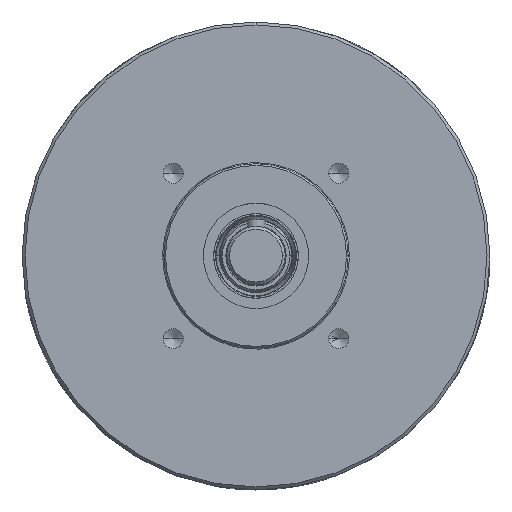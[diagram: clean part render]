
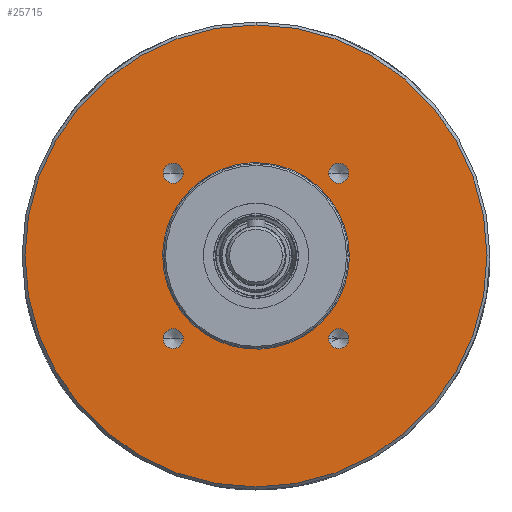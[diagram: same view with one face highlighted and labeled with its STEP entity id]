
A CAD part, top view. The second image highlights one B-rep face of the part: STEP entity #25715.
In plain terms, the highlighted planar face has unit normal (0, 0, 1).
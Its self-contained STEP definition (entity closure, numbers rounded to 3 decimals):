
#279 = DIRECTION ( 'NONE',  ( 1., 0., 0. ) ) ;
#573 = ORIENTED_EDGE ( 'NONE', *, *, #38836, .F. ) ;
#1222 = DIRECTION ( 'NONE',  ( 1., 0., 0. ) ) ;
#1295 = DIRECTION ( 'NONE',  ( -1., 0., 0. ) ) ;
#2606 = EDGE_CURVE ( 'NONE', #17681, #31236, #32394, .T. ) ;
#3197 = CARTESIAN_POINT ( 'NONE',  ( 31.684, -28.284, -5. ) ) ;
#4053 = CARTESIAN_POINT ( 'NONE',  ( -24.884, 28.284, -5. ) ) ;
#5039 = FACE_BOUND ( 'NONE', #7798, .T. ) ;
#5297 = FACE_OUTER_BOUND ( 'NONE', #14610, .T. ) ;
#5492 = CARTESIAN_POINT ( 'NONE',  ( 28.284, 28.284, -5. ) ) ;
#5731 = EDGE_CURVE ( 'NONE', #31236, #17681, #24713, .T. ) ;
#5869 = AXIS2_PLACEMENT_3D ( 'NONE', #20376, #12609, #279 ) ;
#7048 = CIRCLE ( 'NONE', #16449, 3.4 ) ;
#7251 = VERTEX_POINT ( 'NONE', #30810 ) ;
#7798 = EDGE_LOOP ( 'NONE', ( #39250, #573 ) ) ;
#8133 = EDGE_CURVE ( 'NONE', #48164, #31816, #33691, .T. ) ;
#8426 = ORIENTED_EDGE ( 'NONE', *, *, #5731, .F. ) ;
#8678 = CARTESIAN_POINT ( 'NONE',  ( -31.9, 0., -5. ) ) ;
#8962 = AXIS2_PLACEMENT_3D ( 'NONE', #50398, #38355, #30054 ) ;
#9461 = CARTESIAN_POINT ( 'NONE',  ( -31.9, 63.8, -5. ) ) ;
#10429 = EDGE_CURVE ( 'NONE', #17999, #31226, #25190, .T. ) ;
#11534 = CARTESIAN_POINT ( 'NONE',  ( 28.284, 28.284, -5. ) ) ;
#11850 = CARTESIAN_POINT ( 'NONE',  ( -31.9, 0., -5. ) ) ;
#12189 = ORIENTED_EDGE ( 'NONE', *, *, #8133, .F. ) ;
#12258 = EDGE_LOOP ( 'NONE', ( #13061, #21926 ) ) ;
#12327 = AXIS2_PLACEMENT_3D ( 'NONE', #20311, #49185, #28596 ) ;
#12609 = DIRECTION ( 'NONE',  ( 0., 0., 1. ) ) ;
#12878 = DIRECTION ( 'NONE',  ( 0., 0., 1. ) ) ;
#12965 = CARTESIAN_POINT ( 'NONE',  ( 31.9, 63.8, -5. ) ) ;
#13061 = ORIENTED_EDGE ( 'NONE', *, *, #25126, .F. ) ;
#13072 = EDGE_LOOP ( 'NONE', ( #37420, #31901 ) ) ;
#13088 = FACE_BOUND ( 'NONE', #12258, .T. ) ;
#13218 = AXIS2_PLACEMENT_3D ( 'NONE', #11534, #24367, #36666 ) ;
#13352 = EDGE_CURVE ( 'NONE', #31226, #17999, #7048, .T. ) ;
#13597 = ORIENTED_EDGE ( 'NONE', *, *, #34328, .F. ) ;
#13697 = VERTEX_POINT ( 'NONE', #3197 ) ;
#14610 = EDGE_LOOP ( 'NONE', ( #12189, #13597 ) ) ;
#14896 =( BOUNDED_CURVE ( )  B_SPLINE_CURVE ( 3, ( #37842, #12965, #9461, #8678 ),
 .UNSPECIFIED., .F., .T. ) 
 B_SPLINE_CURVE_WITH_KNOTS ( ( 4, 4 ),
 ( 0., 1. ),
 .UNSPECIFIED. ) 
 CURVE ( )  GEOMETRIC_REPRESENTATION_ITEM ( )  RATIONAL_B_SPLINE_CURVE ( ( 1., 0.333, 0.333, 1. ) ) 
 REPRESENTATION_ITEM ( '' )  );
#15641 = CIRCLE ( 'NONE', #52397, 3.4 ) ;
#16133 = CARTESIAN_POINT ( 'NONE',  ( 31.9, 0., -5. ) ) ;
#16449 = AXIS2_PLACEMENT_3D ( 'NONE', #32749, #29256, #49854 ) ;
#17104 = AXIS2_PLACEMENT_3D ( 'NONE', #42298, #12878, #37230 ) ;
#17681 = VERTEX_POINT ( 'NONE', #35392 ) ;
#17999 = VERTEX_POINT ( 'NONE', #4053 ) ;
#18920 = ORIENTED_EDGE ( 'NONE', *, *, #47951, .F. ) ;
#19969 = EDGE_CURVE ( 'NONE', #7251, #45067, #14896, .T. ) ;
#20174 = CARTESIAN_POINT ( 'NONE',  ( 24.884, 28.284, -5. ) ) ;
#20311 = CARTESIAN_POINT ( 'NONE',  ( 0., 0., -5. ) ) ;
#20376 = CARTESIAN_POINT ( 'NONE',  ( -28.284, -28.284, -5. ) ) ;
#21130 = FACE_BOUND ( 'NONE', #36954, .T. ) ;
#21218 = CARTESIAN_POINT ( 'NONE',  ( 0., 79., -5. ) ) ;
#21926 = ORIENTED_EDGE ( 'NONE', *, *, #50558, .F. ) ;
#22110 = DIRECTION ( 'NONE',  ( 0., 0., 1. ) ) ;
#22380 = AXIS2_PLACEMENT_3D ( 'NONE', #5492, #22110, #30121 ) ;
#23561 = CARTESIAN_POINT ( 'NONE',  ( -28.284, -28.284, -5. ) ) ;
#24367 = DIRECTION ( 'NONE',  ( 0., 0., 1. ) ) ;
#24713 = CIRCLE ( 'NONE', #52941, 3.4 ) ;
#25124 = CARTESIAN_POINT ( 'NONE',  ( 0., 31.9, -5. ) ) ;
#25126 = EDGE_CURVE ( 'NONE', #13697, #45650, #43558, .T. ) ;
#25190 = CIRCLE ( 'NONE', #8962, 3.4 ) ;
#25394 = CARTESIAN_POINT ( 'NONE',  ( 0., 0., -5. ) ) ;
#25715 = ADVANCED_FACE ( 'NONE', ( #5297, #21130, #49471, #13088, #5039, #45465 ), #37957, .F. ) ;
#26166 = ORIENTED_EDGE ( 'NONE', *, *, #19969, .F. ) ;
#28178 = CARTESIAN_POINT ( 'NONE',  ( -31.9, -63.8, -5. ) ) ;
#28596 = DIRECTION ( 'NONE',  ( 0., 1., 0. ) ) ;
#29256 = DIRECTION ( 'NONE',  ( 0., 0., 1. ) ) ;
#30054 = DIRECTION ( 'NONE',  ( 1., 0., 0. ) ) ;
#30121 = DIRECTION ( 'NONE',  ( 1., 0., 0. ) ) ;
#30810 = CARTESIAN_POINT ( 'NONE',  ( 31.9, 0., -5. ) ) ;
#31050 = DIRECTION ( 'NONE',  ( 0., 0., 1. ) ) ;
#31211 = CARTESIAN_POINT ( 'NONE',  ( -31.684, -28.284, -5. ) ) ;
#31226 = VERTEX_POINT ( 'NONE', #47795 ) ;
#31236 = VERTEX_POINT ( 'NONE', #31211 ) ;
#31398 = CARTESIAN_POINT ( 'NONE',  ( 24.884, -28.284, -5. ) ) ;
#31816 = VERTEX_POINT ( 'NONE', #41399 ) ;
#31901 = ORIENTED_EDGE ( 'NONE', *, *, #13352, .F. ) ;
#32394 = CIRCLE ( 'NONE', #5869, 3.4 ) ;
#32749 = CARTESIAN_POINT ( 'NONE',  ( -28.284, 28.284, -5. ) ) ;
#33691 = CIRCLE ( 'NONE', #12327, 79. ) ;
#34328 = EDGE_CURVE ( 'NONE', #31816, #48164, #41168, .T. ) ;
#34398 = DIRECTION ( 'NONE',  ( 0., 0., 1. ) ) ;
#34783 = EDGE_CURVE ( 'NONE', #35616, #40417, #47158, .T. ) ;
#35392 = CARTESIAN_POINT ( 'NONE',  ( -24.884, -28.284, -5. ) ) ;
#35616 = VERTEX_POINT ( 'NONE', #50471 ) ;
#36666 = DIRECTION ( 'NONE',  ( 1., 0., 0. ) ) ;
#36954 = EDGE_LOOP ( 'NONE', ( #18920, #26166 ) ) ;
#37230 = DIRECTION ( 'NONE',  ( 1., 0., 0. ) ) ;
#37420 = ORIENTED_EDGE ( 'NONE', *, *, #10429, .F. ) ;
#37842 = CARTESIAN_POINT ( 'NONE',  ( 31.9, 0., -5. ) ) ;
#37889 = CARTESIAN_POINT ( 'NONE',  ( 28.284, -28.284, -5. ) ) ;
#37957 = PLANE ( 'NONE',  #48721 ) ;
#38355 = DIRECTION ( 'NONE',  ( 0., 0., 1. ) ) ;
#38836 = EDGE_CURVE ( 'NONE', #40417, #35616, #48273, .T. ) ;
#39080 = DIRECTION ( 'NONE',  ( 1., 0., 0. ) ) ;
#39250 = ORIENTED_EDGE ( 'NONE', *, *, #34783, .F. ) ;
#40417 = VERTEX_POINT ( 'NONE', #20174 ) ;
#41168 = CIRCLE ( 'NONE', #50598, 79. ) ;
#41399 = CARTESIAN_POINT ( 'NONE',  ( 0., -79., -5. ) ) ;
#41452 = DIRECTION ( 'NONE',  ( 0., 0., -1. ) ) ;
#41528 = CARTESIAN_POINT ( 'NONE',  ( -31.9, 0., -5. ) ) ;
#41716 = DIRECTION ( 'NONE',  ( 0., 1., 0. ) ) ;
#42298 = CARTESIAN_POINT ( 'NONE',  ( 28.284, -28.284, -5. ) ) ;
#43558 = CIRCLE ( 'NONE', #17104, 3.4 ) ;
#44538 = EDGE_LOOP ( 'NONE', ( #51437, #8426 ) ) ;
#45067 = VERTEX_POINT ( 'NONE', #41528 ) ;
#45465 = FACE_BOUND ( 'NONE', #13072, .T. ) ;
#45650 = VERTEX_POINT ( 'NONE', #31398 ) ;
#47158 = CIRCLE ( 'NONE', #22380, 3.4 ) ;
#47795 = CARTESIAN_POINT ( 'NONE',  ( -31.684, 28.284, -5. ) ) ;
#47951 = EDGE_CURVE ( 'NONE', #45067, #7251, #49898, .T. ) ;
#48164 = VERTEX_POINT ( 'NONE', #21218 ) ;
#48273 = CIRCLE ( 'NONE', #13218, 3.4 ) ;
#48721 = AXIS2_PLACEMENT_3D ( 'NONE', #25124, #41452, #1295 ) ;
#49185 = DIRECTION ( 'NONE',  ( 0., 0., -1. ) ) ;
#49471 = FACE_BOUND ( 'NONE', #44538, .T. ) ;
#49854 = DIRECTION ( 'NONE',  ( 1., 0., 0. ) ) ;
#49898 =( BOUNDED_CURVE ( )  B_SPLINE_CURVE ( 3, ( #11850, #28178, #52795, #16133 ),
 .UNSPECIFIED., .F., .T. ) 
 B_SPLINE_CURVE_WITH_KNOTS ( ( 4, 4 ),
 ( 0., 1. ),
 .UNSPECIFIED. ) 
 CURVE ( )  GEOMETRIC_REPRESENTATION_ITEM ( )  RATIONAL_B_SPLINE_CURVE ( ( 1., 0.333, 0.333, 1. ) ) 
 REPRESENTATION_ITEM ( '' )  );
#50011 = DIRECTION ( 'NONE',  ( 0., 0., -1. ) ) ;
#50398 = CARTESIAN_POINT ( 'NONE',  ( -28.284, 28.284, -5. ) ) ;
#50471 = CARTESIAN_POINT ( 'NONE',  ( 31.684, 28.284, -5. ) ) ;
#50558 = EDGE_CURVE ( 'NONE', #45650, #13697, #15641, .T. ) ;
#50598 = AXIS2_PLACEMENT_3D ( 'NONE', #25394, #50011, #41716 ) ;
#51437 = ORIENTED_EDGE ( 'NONE', *, *, #2606, .F. ) ;
#52397 = AXIS2_PLACEMENT_3D ( 'NONE', #37889, #34398, #1222 ) ;
#52795 = CARTESIAN_POINT ( 'NONE',  ( 31.9, -63.8, -5. ) ) ;
#52941 = AXIS2_PLACEMENT_3D ( 'NONE', #23561, #31050, #39080 ) ;
